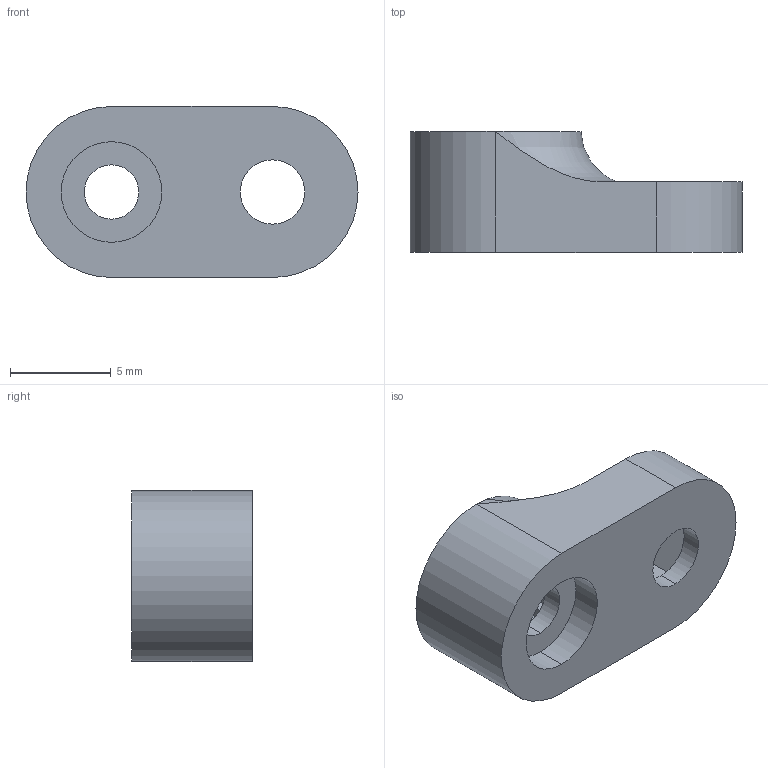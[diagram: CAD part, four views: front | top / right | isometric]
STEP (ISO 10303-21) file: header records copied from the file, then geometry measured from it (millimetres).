
FILE_DESCRIPTION (( 'STEP AP203' ), '1' );
FILE_NAME ('servo-horn-levers-hd.step', '2015-07-14T12:15:11', ( 'Cesar' ), ( '' ), 'SwSTEP 2.0', 'SolidWorks 2013', '' );
FILE_SCHEMA (( 'CONFIG_CONTROL_DESIGN' ));
Length unit declared in the file: millimetre
Products named in the file (1): servo-horn-levers-hd
Bounding box: 16.5 x 6 x 8.5 mm (x, y, z)
Volume: 425 mm3; surface area: 580.8 mm2
Topology: 1 solids, 1 shells, 65 faces, 179 edges, 118 vertices
Faces by surface type: plane 54, cylinder 8, cone 2, torus 1
Entity records: 2189 total; most frequent: CARTESIAN_POINT 513, ORIENTED_EDGE 358, DIRECTION 288, EDGE_CURVE 179, VERTEX_POINT 118, VECTOR 114, LINE 114, AXIS2_PLACEMENT_3D 87
